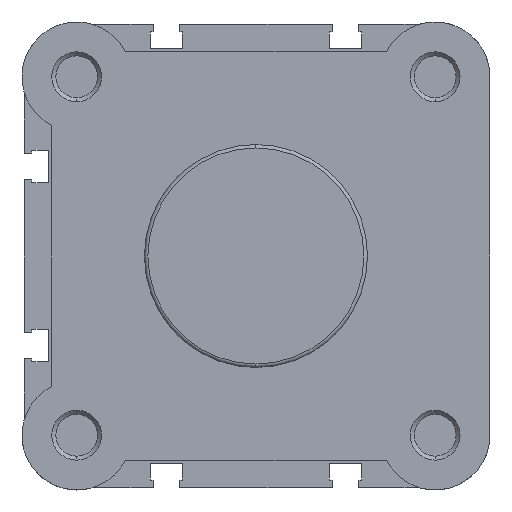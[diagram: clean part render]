
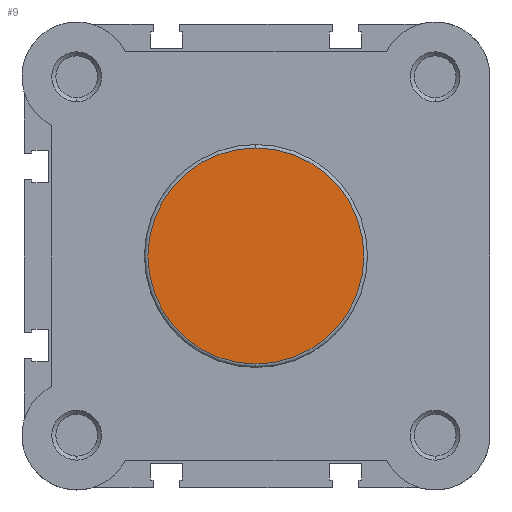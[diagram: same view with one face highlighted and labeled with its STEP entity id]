
A CAD part, left-side view. The second image highlights one B-rep face of the part: STEP entity #9.
In plain terms, the highlighted planar face has unit normal (-1, 0, 0).
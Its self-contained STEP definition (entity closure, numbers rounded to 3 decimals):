
#9 = ADVANCED_FACE ( 'NONE', ( #2503 ), #803, .F. ) ;
#659 = CIRCLE ( 'NONE', #2940, 21.7 ) ;
#785 = CARTESIAN_POINT ( 'NONE',  ( 0., 22.4, 0. ) ) ;
#803 = PLANE ( 'NONE',  #6195 ) ;
#812 = DIRECTION ( 'NONE',  ( 0., 0., -1. ) ) ;
#814 = DIRECTION ( 'NONE',  ( 1., 0., 0. ) ) ;
#1058 = VERTEX_POINT ( 'NONE', #1437 ) ;
#1111 = VERTEX_POINT ( 'NONE', #1606 ) ;
#1437 = CARTESIAN_POINT ( 'NONE',  ( 0., 0., -21.7 ) ) ;
#1606 = CARTESIAN_POINT ( 'NONE',  ( 0., 0., 21.7 ) ) ;
#2503 = FACE_OUTER_BOUND ( 'NONE', #2580, .T. ) ;
#2580 = EDGE_LOOP ( 'NONE', ( #3424, #3423 ) ) ;
#2940 = AXIS2_PLACEMENT_3D ( 'NONE', #4125, #4126, #4127 ) ;
#2983 = AXIS2_PLACEMENT_3D ( 'NONE', #4398, #4449, #4450 ) ;
#3423 = ORIENTED_EDGE ( 'NONE', *, *, #5848, .T. ) ;
#3424 = ORIENTED_EDGE ( 'NONE', *, *, #5989, .T. ) ;
#4125 = CARTESIAN_POINT ( 'NONE',  ( 0., 0., 0. ) ) ;
#4126 = DIRECTION ( 'NONE',  ( -1., 0., 0. ) ) ;
#4127 = DIRECTION ( 'NONE',  ( 0., 0., -1. ) ) ;
#4398 = CARTESIAN_POINT ( 'NONE',  ( 0., 0., 0. ) ) ;
#4449 = DIRECTION ( 'NONE',  ( -1., 0., 0. ) ) ;
#4450 = DIRECTION ( 'NONE',  ( 0., 0., -1. ) ) ;
#4796 = CIRCLE ( 'NONE', #2983, 21.7 ) ;
#5848 = EDGE_CURVE ( 'NONE', #1111, #1058, #659, .T. ) ;
#5989 = EDGE_CURVE ( 'NONE', #1058, #1111, #4796, .T. ) ;
#6195 = AXIS2_PLACEMENT_3D ( 'NONE', #785, #814, #812 ) ;
